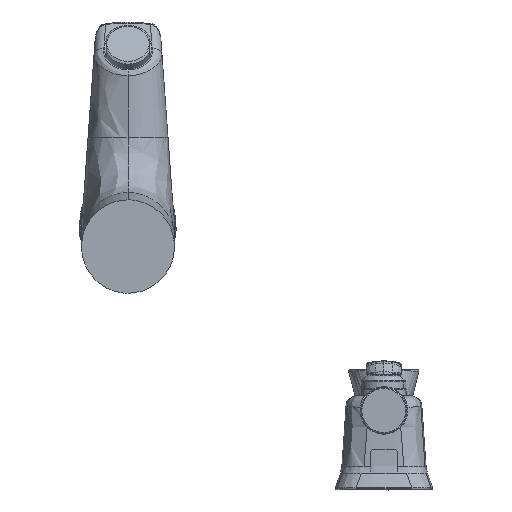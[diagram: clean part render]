
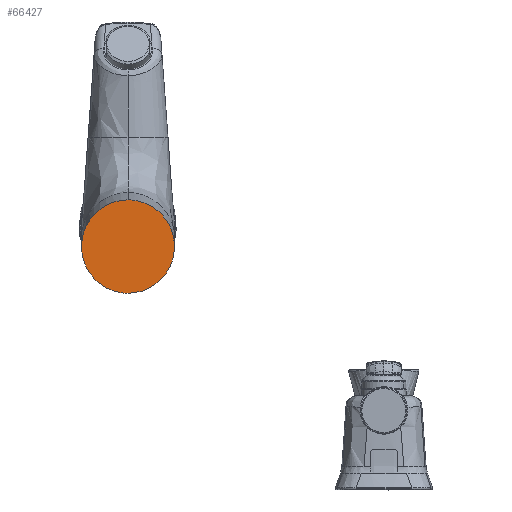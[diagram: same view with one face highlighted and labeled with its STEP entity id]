
A CAD part, front view. The second image highlights one B-rep face of the part: STEP entity #66427.
In plain terms, the highlighted planar face has unit normal (0, -1, 0).
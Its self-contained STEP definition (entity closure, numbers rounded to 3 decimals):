
#1686 = CARTESIAN_POINT ( 'NONE',  ( 323.234, 82.214, 487.458 ) ) ;
#6377 = DIRECTION ( 'NONE',  ( 0., 0., 1. ) ) ;
#9571 = ORIENTED_EDGE ( 'NONE', *, *, #40884, .T. ) ;
#9734 = CARTESIAN_POINT ( 'NONE',  ( 379.749, 82.214, 472.354 ) ) ;
#21110 = CARTESIAN_POINT ( 'NONE',  ( 379.749, 82.214, 519.548 ) ) ;
#23475 = CARTESIAN_POINT ( 'NONE',  ( 332.734, 82.214, 472.354 ) ) ;
#24553 = VERTEX_POINT ( 'NONE', #73315 ) ;
#28284 =( BOUNDED_CURVE ( )  B_SPLINE_CURVE ( 3, ( #56170, #67564, #34109, #23475 ),
 .UNSPECIFIED., .F., .T. ) 
 B_SPLINE_CURVE_WITH_KNOTS ( ( 4, 4 ),
 ( 3.142, 6.283 ),
 .UNSPECIFIED. ) 
 CURVE ( )  GEOMETRIC_REPRESENTATION_ITEM ( )  RATIONAL_B_SPLINE_CURVE ( ( 1., 0.333, 0.333, 1. ) ) 
 REPRESENTATION_ITEM ( '' )  );
#34109 = CARTESIAN_POINT ( 'NONE',  ( 285.719, 82.214, 472.354 ) ) ;
#36100 = EDGE_CURVE ( 'NONE', #24553, #72531, #60118, .T. ) ;
#37346 = ORIENTED_EDGE ( 'NONE', *, *, #36100, .T. ) ;
#37437 = AXIS2_PLACEMENT_3D ( 'NONE', #1686, #52176, #6377 ) ;
#39867 = FACE_OUTER_BOUND ( 'NONE', #65000, .T. ) ;
#40884 = EDGE_CURVE ( 'NONE', #72531, #24553, #28284, .T. ) ;
#43659 = CARTESIAN_POINT ( 'NONE',  ( 332.734, 82.214, 519.548 ) ) ;
#49571 = CARTESIAN_POINT ( 'NONE',  ( 332.734, 82.214, 472.354 ) ) ;
#52176 = DIRECTION ( 'NONE',  ( 0., 1., 0. ) ) ;
#56170 = CARTESIAN_POINT ( 'NONE',  ( 332.734, 82.214, 519.548 ) ) ;
#57615 = PLANE ( 'NONE',  #37437 ) ;
#60118 =( BOUNDED_CURVE ( )  B_SPLINE_CURVE ( 3, ( #49571, #9734, #21110, #43659 ),
 .UNSPECIFIED., .F., .F. ) 
 B_SPLINE_CURVE_WITH_KNOTS ( ( 4, 4 ),
 ( 0., 3.142 ),
 .UNSPECIFIED. ) 
 CURVE ( )  GEOMETRIC_REPRESENTATION_ITEM ( )  RATIONAL_B_SPLINE_CURVE ( ( 1., 0.333, 0.333, 1. ) ) 
 REPRESENTATION_ITEM ( '' )  );
#61083 = CARTESIAN_POINT ( 'NONE',  ( 332.734, 82.214, 519.548 ) ) ;
#65000 = EDGE_LOOP ( 'NONE', ( #37346, #9571 ) ) ;
#66427 = ADVANCED_FACE ( 'NONE', ( #39867 ), #57615, .F. ) ;
#67564 = CARTESIAN_POINT ( 'NONE',  ( 285.719, 82.214, 519.548 ) ) ;
#72531 = VERTEX_POINT ( 'NONE', #61083 ) ;
#73315 = CARTESIAN_POINT ( 'NONE',  ( 332.734, 82.214, 472.354 ) ) ;
